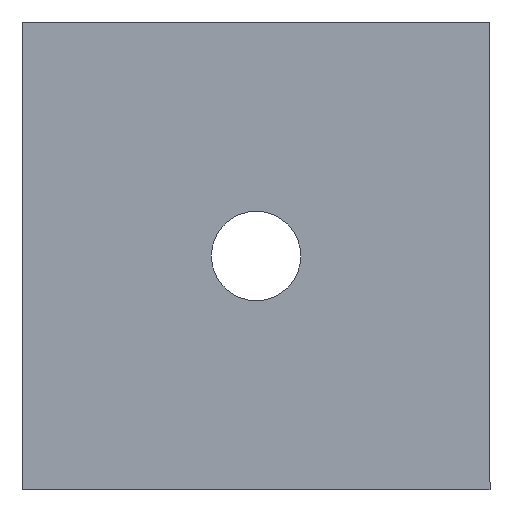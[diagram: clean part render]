
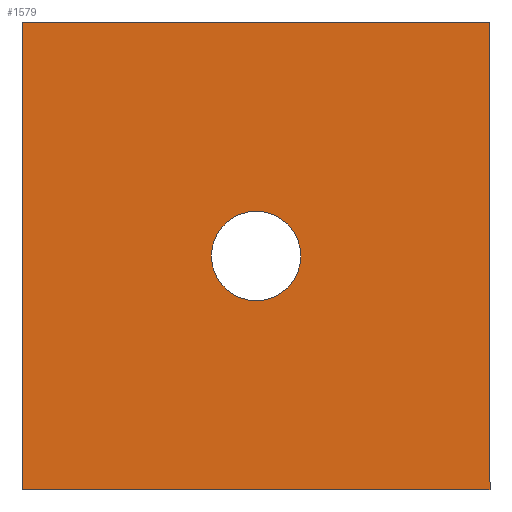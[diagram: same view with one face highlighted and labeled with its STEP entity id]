
A CAD part, left-side view. The second image highlights one B-rep face of the part: STEP entity #1579.
In plain terms, the highlighted planar face has unit normal (-1, -0.002, 0).
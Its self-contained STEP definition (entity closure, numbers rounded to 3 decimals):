
#45=FACE_BOUND('',#215,.T.);
#50=PLANE('',#1729);
#106=FACE_OUTER_BOUND('',#214,.T.);
#214=EDGE_LOOP('',(#1056,#1057,#1058,#1059));
#215=EDGE_LOOP('',(#1060));
#340=LINE('',#2530,#454);
#341=LINE('',#2532,#455);
#342=LINE('',#2534,#456);
#343=LINE('',#2535,#457);
#454=VECTOR('',#1988,24.994);
#455=VECTOR('',#1989,24.994);
#456=VECTOR('',#1990,24.994);
#457=VECTOR('',#1991,24.994);
#546=CIRCLE('',#1702,2.388);
#648=VERTEX_POINT('',#2429);
#696=VERTEX_POINT('',#2528);
#697=VERTEX_POINT('',#2529);
#698=VERTEX_POINT('',#2531);
#699=VERTEX_POINT('',#2533);
#791=EDGE_CURVE('',#648,#648,#546,.T.);
#839=EDGE_CURVE('',#696,#697,#340,.T.);
#840=EDGE_CURVE('',#698,#696,#341,.T.);
#841=EDGE_CURVE('',#699,#698,#342,.T.);
#842=EDGE_CURVE('',#697,#699,#343,.T.);
#1056=ORIENTED_EDGE('',*,*,#839,.F.);
#1057=ORIENTED_EDGE('',*,*,#840,.F.);
#1058=ORIENTED_EDGE('',*,*,#841,.F.);
#1059=ORIENTED_EDGE('',*,*,#842,.F.);
#1060=ORIENTED_EDGE('',*,*,#791,.T.);
#1579=ADVANCED_FACE('',(#106,#45),#50,.T.);
#1702=AXIS2_PLACEMENT_3D('',#2431,#1910,#1911);
#1729=AXIS2_PLACEMENT_3D('',#2527,#1986,#1987);
#1910=DIRECTION('center_axis',(1.,0.002,0.));
#1911=DIRECTION('ref_axis',(0.,0.,
-1.));
#1986=DIRECTION('center_axis',(-1.,-0.002,
0.));
#1987=DIRECTION('ref_axis',(0.002,-1.,0.));
#1988=DIRECTION('',(0.,0.,1.));
#1989=DIRECTION('',(-0.002,1.,0.));
#1990=DIRECTION('',(0.,0.,-1.));
#1991=DIRECTION('',(0.002,-1.,0.));
#2429=CARTESIAN_POINT('',(24.789,101.548,48.783));
#2431=CARTESIAN_POINT('Origin',(24.789,101.548,51.171));
#2527=CARTESIAN_POINT('Origin',(24.789,101.548,51.171));
#2528=CARTESIAN_POINT('',(24.763,114.044,38.674));
#2529=CARTESIAN_POINT('',(24.763,114.044,63.667));
#2530=CARTESIAN_POINT('',(24.763,114.044,38.674));
#2531=CARTESIAN_POINT('',(24.815,89.051,38.674));
#2532=CARTESIAN_POINT('',(24.815,89.051,38.674));
#2533=CARTESIAN_POINT('',(24.815,89.051,63.667));
#2534=CARTESIAN_POINT('',(24.815,89.051,63.667));
#2535=CARTESIAN_POINT('',(24.763,114.044,63.667));
